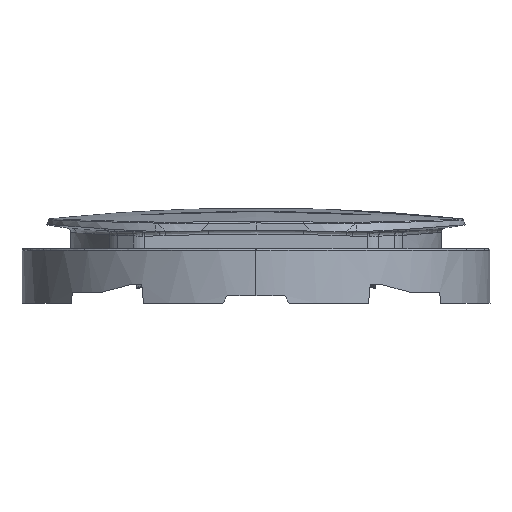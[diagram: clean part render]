
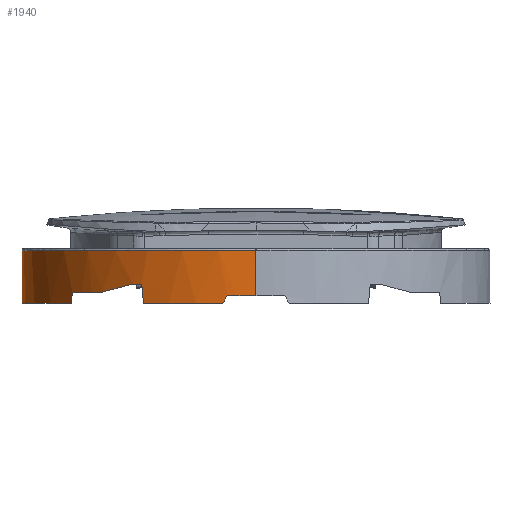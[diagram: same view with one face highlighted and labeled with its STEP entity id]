
A CAD part, left-side view. The second image highlights one B-rep face of the part: STEP entity #1940.
In plain terms, the highlighted cylindrical face has radius 26.5 mm (diameter 53 mm), a partial arc.
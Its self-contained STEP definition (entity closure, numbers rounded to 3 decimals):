
#812=AXIS2_PLACEMENT_3D('Circle Axis2P3D',#810,#811,$) ;
#1260=AXIS2_PLACEMENT_3D('Cylinder Axis2P3D',#1257,#1258,#1259) ;
#1788=AXIS2_PLACEMENT_3D('Circle Axis2P3D',#1786,#1787,$) ;
#1805=AXIS2_PLACEMENT_3D('Circle Axis2P3D',#1803,#1804,$) ;
#1820=AXIS2_PLACEMENT_3D('Circle Axis2P3D',#1818,#1819,$) ;
#1835=AXIS2_PLACEMENT_3D('Circle Axis2P3D',#1833,#1834,$) ;
#1850=AXIS2_PLACEMENT_3D('Circle Axis2P3D',#1848,#1849,$) ;
#1876=AXIS2_PLACEMENT_3D('Circle Axis2P3D',#1874,#1875,$) ;
#1891=AXIS2_PLACEMENT_3D('Circle Axis2P3D',#1889,#1890,$) ;
#1906=AXIS2_PLACEMENT_3D('Circle Axis2P3D',#1904,#1905,$) ;
#807=CARTESIAN_POINT('Vertex',(26.3,3.25,3.4)) ;
#810=CARTESIAN_POINT('Axis2P3D Location',(0.,0.,3.4)) ;
#814=CARTESIAN_POINT('Vertex',(26.5,0.,3.4)) ;
#1257=CARTESIAN_POINT('Axis2P3D Location',(0.,0.,10.)) ;
#1283=CARTESIAN_POINT('Line Origine',(26.5,0.,10.)) ;
#1287=CARTESIAN_POINT('Vertex',(26.5,0.,8.499)) ;
#1320=CARTESIAN_POINT('Vertex',(-26.5,0.,8.499)) ;
#1323=CARTESIAN_POINT('Line Origine',(-26.5,0.,10.)) ;
#1327=CARTESIAN_POINT('Vertex',(-26.5,0.,3.4)) ;
#1768=CARTESIAN_POINT('Vertex',(26.231,3.77,2.5)) ;
#1772=CARTESIAN_POINT('Control Point',(26.231,3.77,2.5)) ;
#1773=CARTESIAN_POINT('Control Point',(26.245,3.666,2.68)) ;
#1774=CARTESIAN_POINT('Control Point',(26.26,3.562,2.86)) ;
#1775=CARTESIAN_POINT('Control Point',(26.274,3.458,3.04)) ;
#1776=CARTESIAN_POINT('Control Point',(26.287,3.354,3.22)) ;
#1777=CARTESIAN_POINT('Control Point',(26.3,3.25,3.4)) ;
#1786=CARTESIAN_POINT('Axis2P3D Location',(0.,0.,2.5)) ;
#1790=CARTESIAN_POINT('Vertex',(16.267,20.92,2.5)) ;
#1792=CARTESIAN_POINT('Vertex',(-16.267,20.92,2.5)) ;
#1796=CARTESIAN_POINT('Control Point',(-16.267,20.92,2.5)) ;
#1797=CARTESIAN_POINT('Control Point',(-16.318,20.88,2.933)) ;
#1798=CARTESIAN_POINT('Control Point',(-16.369,20.84,3.367)) ;
#1799=CARTESIAN_POINT('Control Point',(-16.419,20.801,3.8)) ;
#1800=CARTESIAN_POINT('Vertex',(-16.419,20.801,3.8)) ;
#1803=CARTESIAN_POINT('Axis2P3D Location',(0.,0.,3.8)) ;
#1807=CARTESIAN_POINT('Vertex',(-20.023,17.359,3.8)) ;
#1811=CARTESIAN_POINT('Control Point',(-20.023,17.359,3.8)) ;
#1812=CARTESIAN_POINT('Control Point',(-20.938,16.304,4.083)) ;
#1813=CARTESIAN_POINT('Control Point',(-21.766,15.179,4.384)) ;
#1814=CARTESIAN_POINT('Control Point',(-22.5,14.,4.7)) ;
#1815=CARTESIAN_POINT('Vertex',(-22.5,14.,4.7)) ;
#1818=CARTESIAN_POINT('Axis2P3D Location',(0.,0.,4.7)) ;
#1822=CARTESIAN_POINT('Vertex',(-23.129,12.934,4.7)) ;
#1826=CARTESIAN_POINT('Control Point',(-23.129,12.934,4.7)) ;
#1827=CARTESIAN_POINT('Control Point',(-23.164,12.871,3.967)) ;
#1828=CARTESIAN_POINT('Control Point',(-23.199,12.809,3.233)) ;
#1829=CARTESIAN_POINT('Control Point',(-23.234,12.746,2.5)) ;
#1830=CARTESIAN_POINT('Vertex',(-23.234,12.746,2.5)) ;
#1833=CARTESIAN_POINT('Axis2P3D Location',(0.,0.,2.5)) ;
#1837=CARTESIAN_POINT('Vertex',(-26.231,3.77,2.5)) ;
#1841=CARTESIAN_POINT('Control Point',(-26.231,3.77,2.5)) ;
#1842=CARTESIAN_POINT('Control Point',(-26.255,3.596,2.8)) ;
#1843=CARTESIAN_POINT('Control Point',(-26.279,3.423,3.1)) ;
#1844=CARTESIAN_POINT('Control Point',(-26.3,3.25,3.4)) ;
#1845=CARTESIAN_POINT('Vertex',(-26.3,3.25,3.4)) ;
#1848=CARTESIAN_POINT('Axis2P3D Location',(0.,0.,3.4)) ;
#1854=CARTESIAN_POINT('Control Point',(-26.5,0.,8.499)) ;
#1855=CARTESIAN_POINT('Control Point',(-26.5,5.391,8.499)) ;
#1856=CARTESIAN_POINT('Control Point',(-25.129,10.781,8.499)) ;
#1857=CARTESIAN_POINT('Control Point',(-22.388,15.701,8.499)) ;
#1858=CARTESIAN_POINT('Control Point',(-14.659,23.705,8.499)) ;
#1859=CARTESIAN_POINT('Control Point',(-4.041,27.045,8.499)) ;
#1860=CARTESIAN_POINT('Control Point',(1.591,27.299,8.499)) ;
#1861=CARTESIAN_POINT('Control Point',(7.028,26.114,8.499)) ;
#1862=CARTESIAN_POINT('Control Point',(11.851,23.702,8.499)) ;
#1863=CARTESIAN_POINT('Vertex',(11.851,23.702,8.499)) ;
#1867=CARTESIAN_POINT('Control Point',(11.851,23.702,8.499)) ;
#1868=CARTESIAN_POINT('Control Point',(17.1,21.078,8.499)) ;
#1869=CARTESIAN_POINT('Control Point',(21.624,17.005,8.499)) ;
#1870=CARTESIAN_POINT('Control Point',(24.88,11.726,8.499)) ;
#1871=CARTESIAN_POINT('Control Point',(26.5,5.868,8.499)) ;
#1872=CARTESIAN_POINT('Control Point',(26.5,0.,8.499)) ;
#1874=CARTESIAN_POINT('Axis2P3D Location',(0.,0.,2.5)) ;
#1878=CARTESIAN_POINT('Vertex',(23.234,12.746,2.5)) ;
#1882=CARTESIAN_POINT('Control Point',(23.129,12.934,4.7)) ;
#1883=CARTESIAN_POINT('Control Point',(23.164,12.871,3.967)) ;
#1884=CARTESIAN_POINT('Control Point',(23.199,12.809,3.233)) ;
#1885=CARTESIAN_POINT('Control Point',(23.234,12.746,2.5)) ;
#1886=CARTESIAN_POINT('Vertex',(23.129,12.934,4.7)) ;
#1889=CARTESIAN_POINT('Axis2P3D Location',(0.,0.,4.7)) ;
#1893=CARTESIAN_POINT('Vertex',(22.5,14.,4.7)) ;
#1897=CARTESIAN_POINT('Control Point',(20.023,17.359,3.8)) ;
#1898=CARTESIAN_POINT('Control Point',(20.938,16.304,4.083)) ;
#1899=CARTESIAN_POINT('Control Point',(21.766,15.179,4.384)) ;
#1900=CARTESIAN_POINT('Control Point',(22.5,14.,4.7)) ;
#1901=CARTESIAN_POINT('Vertex',(20.023,17.359,3.8)) ;
#1904=CARTESIAN_POINT('Axis2P3D Location',(0.,0.,3.8)) ;
#1908=CARTESIAN_POINT('Vertex',(16.419,20.801,3.8)) ;
#1912=CARTESIAN_POINT('Control Point',(16.267,20.92,2.5)) ;
#1913=CARTESIAN_POINT('Control Point',(16.318,20.88,2.933)) ;
#1914=CARTESIAN_POINT('Control Point',(16.369,20.84,3.367)) ;
#1915=CARTESIAN_POINT('Control Point',(16.419,20.801,3.8)) ;
#811=DIRECTION('Axis2P3D Direction',(0.,0.,-1.)) ;
#1258=DIRECTION('Axis2P3D Direction',(0.,0.,1.)) ;
#1259=DIRECTION('Axis2P3D XDirection',(1.,0.,0.)) ;
#1284=DIRECTION('Vector Direction',(0.,0.,1.)) ;
#1324=DIRECTION('Vector Direction',(0.,0.,1.)) ;
#1787=DIRECTION('Axis2P3D Direction',(0.,0.,1.)) ;
#1804=DIRECTION('Axis2P3D Direction',(0.,0.,1.)) ;
#1819=DIRECTION('Axis2P3D Direction',(0.,0.,1.)) ;
#1834=DIRECTION('Axis2P3D Direction',(0.,0.,1.)) ;
#1849=DIRECTION('Axis2P3D Direction',(0.,0.,1.)) ;
#1875=DIRECTION('Axis2P3D Direction',(0.,0.,1.)) ;
#1890=DIRECTION('Axis2P3D Direction',(0.,0.,1.)) ;
#1905=DIRECTION('Axis2P3D Direction',(0.,0.,1.)) ;
#1285=VECTOR('Line Direction',#1284,1.) ;
#1325=VECTOR('Line Direction',#1324,1.) ;
#1918=ORIENTED_EDGE('',*,*,#1794,.T.) ;
#1919=ORIENTED_EDGE('',*,*,#1802,.T.) ;
#1920=ORIENTED_EDGE('',*,*,#1809,.F.) ;
#1921=ORIENTED_EDGE('',*,*,#1817,.T.) ;
#1922=ORIENTED_EDGE('',*,*,#1824,.T.) ;
#1923=ORIENTED_EDGE('',*,*,#1832,.T.) ;
#1924=ORIENTED_EDGE('',*,*,#1839,.T.) ;
#1925=ORIENTED_EDGE('',*,*,#1847,.T.) ;
#1926=ORIENTED_EDGE('',*,*,#1852,.F.) ;
#1927=ORIENTED_EDGE('',*,*,#1329,.T.) ;
#1928=ORIENTED_EDGE('',*,*,#1865,.T.) ;
#1929=ORIENTED_EDGE('',*,*,#1873,.T.) ;
#1930=ORIENTED_EDGE('',*,*,#1289,.F.) ;
#1931=ORIENTED_EDGE('',*,*,#816,.F.) ;
#1932=ORIENTED_EDGE('',*,*,#1778,.F.) ;
#1933=ORIENTED_EDGE('',*,*,#1880,.T.) ;
#1934=ORIENTED_EDGE('',*,*,#1888,.F.) ;
#1935=ORIENTED_EDGE('',*,*,#1895,.T.) ;
#1936=ORIENTED_EDGE('',*,*,#1903,.F.) ;
#1937=ORIENTED_EDGE('',*,*,#1910,.F.) ;
#1938=ORIENTED_EDGE('',*,*,#1916,.F.) ;
#1940=ADVANCED_FACE('bague',(#1939),#1261,.T.) ;
#1771=B_SPLINE_CURVE_WITH_KNOTS('',5,(#1772,#1773,#1774,#1775,#1776,#1777),.UNSPECIFIED.,.F.,.U.,(6,6),(0.,1.473),.UNSPECIFIED.) ;
#1795=B_SPLINE_CURVE_WITH_KNOTS('',3,(#1796,#1797,#1798,#1799),.UNSPECIFIED.,.F.,.U.,(4,4),(0.,1.859),.UNSPECIFIED.) ;
#1810=B_SPLINE_CURVE_WITH_KNOTS('',3,(#1811,#1812,#1813,#1814),.UNSPECIFIED.,.F.,.U.,(4,4),(0.,6.044),.UNSPECIFIED.) ;
#1825=B_SPLINE_CURVE_WITH_KNOTS('',3,(#1826,#1827,#1828,#1829),.UNSPECIFIED.,.F.,.U.,(4,4),(0.008,3.134),.UNSPECIFIED.) ;
#1840=B_SPLINE_CURVE_WITH_KNOTS('',3,(#1841,#1842,#1843,#1844),.UNSPECIFIED.,.F.,.U.,(4,4),(0.,1.473),.UNSPECIFIED.) ;
#1853=B_SPLINE_CURVE_WITH_KNOTS('',5,(#1854,#1855,#1856,#1857,#1858,#1859,#1860,#1861,#1862),.UNSPECIFIED.,.F.,.U.,(6,3,6),(23.861,60.602,97.347),.UNSPECIFIED.) ;
#1866=B_SPLINE_CURVE_WITH_KNOTS('',5,(#1867,#1868,#1869,#1870,#1871,#1872),.UNSPECIFIED.,.F.,.U.,(6,6),(20.534,60.519),.UNSPECIFIED.) ;
#1881=B_SPLINE_CURVE_WITH_KNOTS('',3,(#1882,#1883,#1884,#1885),.UNSPECIFIED.,.F.,.U.,(4,4),(0.008,3.134),.UNSPECIFIED.) ;
#1896=B_SPLINE_CURVE_WITH_KNOTS('',3,(#1897,#1898,#1899,#1900),.UNSPECIFIED.,.F.,.U.,(4,4),(0.,6.044),.UNSPECIFIED.) ;
#1911=B_SPLINE_CURVE_WITH_KNOTS('',3,(#1912,#1913,#1914,#1915),.UNSPECIFIED.,.F.,.U.,(4,4),(0.,1.859),.UNSPECIFIED.) ;
#813=CIRCLE('generated circle',#812,26.5) ;
#1789=CIRCLE('generated circle',#1788,26.5) ;
#1806=CIRCLE('generated circle',#1805,26.5) ;
#1821=CIRCLE('generated circle',#1820,26.5) ;
#1836=CIRCLE('generated circle',#1835,26.5) ;
#1851=CIRCLE('generated circle',#1850,26.5) ;
#1877=CIRCLE('generated circle',#1876,26.5) ;
#1892=CIRCLE('generated circle',#1891,26.5) ;
#1907=CIRCLE('generated circle',#1906,26.5) ;
#1261=CYLINDRICAL_SURFACE('generated cylinder',#1260,26.5) ;
#816=EDGE_CURVE('',#808,#815,#813,.T.) ;
#1289=EDGE_CURVE('',#815,#1288,#1286,.T.) ;
#1329=EDGE_CURVE('',#1328,#1321,#1326,.T.) ;
#1778=EDGE_CURVE('',#1769,#808,#1771,.T.) ;
#1794=EDGE_CURVE('',#1791,#1793,#1789,.T.) ;
#1802=EDGE_CURVE('',#1793,#1801,#1795,.T.) ;
#1809=EDGE_CURVE('',#1808,#1801,#1806,.F.) ;
#1817=EDGE_CURVE('',#1808,#1816,#1810,.T.) ;
#1824=EDGE_CURVE('',#1816,#1823,#1821,.T.) ;
#1832=EDGE_CURVE('',#1823,#1831,#1825,.T.) ;
#1839=EDGE_CURVE('',#1831,#1838,#1836,.T.) ;
#1847=EDGE_CURVE('',#1838,#1846,#1840,.T.) ;
#1852=EDGE_CURVE('',#1328,#1846,#1851,.F.) ;
#1865=EDGE_CURVE('',#1321,#1864,#1853,.T.) ;
#1873=EDGE_CURVE('',#1864,#1288,#1866,.T.) ;
#1880=EDGE_CURVE('',#1769,#1879,#1877,.T.) ;
#1888=EDGE_CURVE('',#1887,#1879,#1881,.T.) ;
#1895=EDGE_CURVE('',#1887,#1894,#1892,.T.) ;
#1903=EDGE_CURVE('',#1902,#1894,#1896,.T.) ;
#1910=EDGE_CURVE('',#1909,#1902,#1907,.F.) ;
#1916=EDGE_CURVE('',#1791,#1909,#1911,.T.) ;
#1917=EDGE_LOOP('',(#1918,#1919,#1920,#1921,#1922,#1923,#1924,#1925,#1926,#1927,#1928,#1929,#1930,#1931,#1932,#1933,#1934,#1935,#1936,#1937,#1938)) ;
#1939=FACE_OUTER_BOUND('',#1917,.T.) ;
#1286=LINE('Line',#1283,#1285) ;
#1326=LINE('Line',#1323,#1325) ;
#808=VERTEX_POINT('',#807) ;
#815=VERTEX_POINT('',#814) ;
#1288=VERTEX_POINT('',#1287) ;
#1321=VERTEX_POINT('',#1320) ;
#1328=VERTEX_POINT('',#1327) ;
#1769=VERTEX_POINT('',#1768) ;
#1791=VERTEX_POINT('',#1790) ;
#1793=VERTEX_POINT('',#1792) ;
#1801=VERTEX_POINT('',#1800) ;
#1808=VERTEX_POINT('',#1807) ;
#1816=VERTEX_POINT('',#1815) ;
#1823=VERTEX_POINT('',#1822) ;
#1831=VERTEX_POINT('',#1830) ;
#1838=VERTEX_POINT('',#1837) ;
#1846=VERTEX_POINT('',#1845) ;
#1864=VERTEX_POINT('',#1863) ;
#1879=VERTEX_POINT('',#1878) ;
#1887=VERTEX_POINT('',#1886) ;
#1894=VERTEX_POINT('',#1893) ;
#1902=VERTEX_POINT('',#1901) ;
#1909=VERTEX_POINT('',#1908) ;
